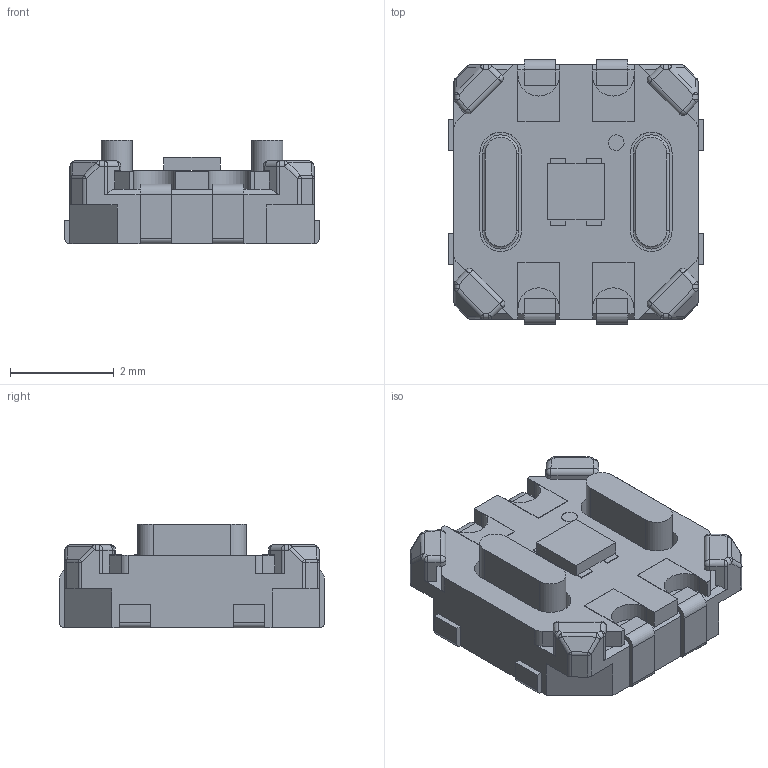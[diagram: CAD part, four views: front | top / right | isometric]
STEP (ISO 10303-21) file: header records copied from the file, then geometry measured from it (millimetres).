
FILE_DESCRIPTION(/* description */ (''),/* implementation_level */ '2;1');
FILE_NAME(/* name */ 'TL3220AF160RGBR.stp',/* time_stamp */ '2025-05-21T08:36:49-05:00',/* author */ ('mwilliams'),/* organization */ (''),/* preprocessor_version */ 'ST-DEVELOPER v18.1',/* originating_system */ 'Autodesk Inventor 2022',/* authorisation */ '');
FILE_SCHEMA (('AUTOMOTIVE_DESIGN { 1 0 10303 214 3 1 1 }'));
Length unit declared in the file: inch
Products named in the file (1): 100130232_Simplify_1
Bounding box: 4.9 x 5.1 x 2 mm (x, y, z)
Volume: 32.1 mm3; surface area: 97.7 mm2
Topology: 1 solids, 1 shells, 330 faces, 847 edges, 517 vertices
Faces by surface type: plane 186, cylinder 108, sphere 32, torus 4
Full cylindrical faces by diameter (mm): 0.3 x4
Entity records: 10300 total; most frequent: DIRECTION 1729, CARTESIAN_POINT 1695, ORIENTED_EDGE 1694, EDGE_CURVE 847, LINE 627, VECTOR 627, AXIS2_PLACEMENT_3D 551, VERTEX_POINT 517
